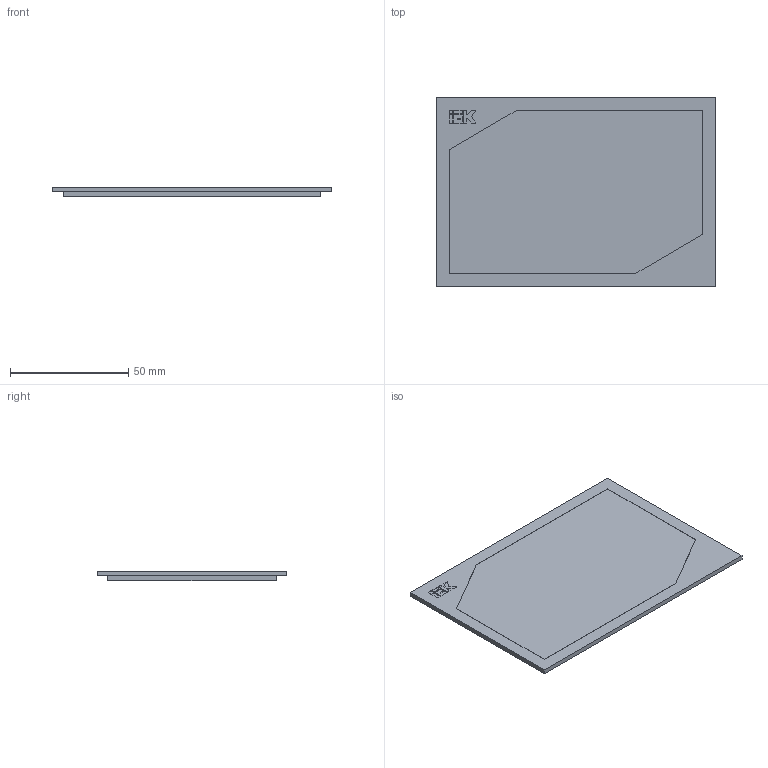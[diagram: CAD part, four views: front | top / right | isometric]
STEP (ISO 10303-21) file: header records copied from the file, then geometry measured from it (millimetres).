
FILE_DESCRIPTION (( 'STEP AP203' ), '1' );
FILE_NAME ('YWN12 Ñòåêëî äëÿ ýëåêòðîùèòîâ ñ ìàðêèðîâêîé IEK (ïëàñòèêîâîå).STEP', '2016-09-12T08:27:36', ( '' ), ( '' ), 'SwSTEP 2.0', 'SolidWorks 2014', '' );
FILE_SCHEMA (( 'CONFIG_CONTROL_DESIGN' ));
Length unit declared in the file: millimetre
Products named in the file (1): YWN12 Ñòåêëî äëÿ ýëåêòðîùèòîâ ñ ìàðêèðîâêîé IEK (ïëàñòèêîâîå)
Bounding box: 118.2 x 80.2 x 4.2 mm (x, y, z)
Volume: 19505.7 mm3; surface area: 21348.8 mm2
Topology: 1 solids, 1 shells, 61 faces, 153 edges, 102 vertices
Faces by surface type: plane 61
Entity records: 1864 total; most frequent: CARTESIAN_POINT 317, ORIENTED_EDGE 306, DIRECTION 277, VECTOR 153, EDGE_CURVE 153, LINE 153, VERTEX_POINT 102, EDGE_LOOP 69
